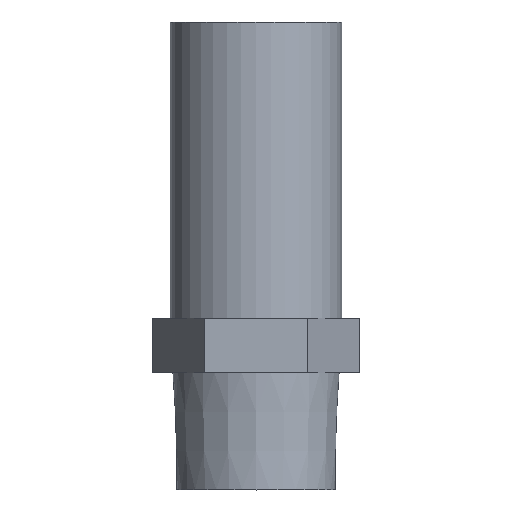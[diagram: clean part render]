
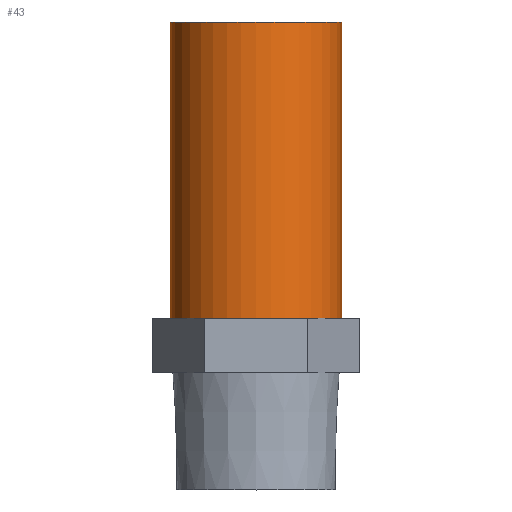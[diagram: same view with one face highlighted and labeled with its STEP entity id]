
A CAD part, top view. The second image highlights one B-rep face of the part: STEP entity #43.
In plain terms, the highlighted cylindrical face has radius 11 mm (diameter 22 mm), a full revolution.
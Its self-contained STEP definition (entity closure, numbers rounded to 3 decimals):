
#43 = ADVANCED_FACE( '', ( #92, #93 ), #94, .T. );
#92 = FACE_OUTER_BOUND( '', #153, .T. );
#93 = FACE_OUTER_BOUND( '', #154, .T. );
#94 = CYLINDRICAL_SURFACE( '', #155, 11. );
#153 = EDGE_LOOP( '', ( #218 ) );
#154 = EDGE_LOOP( '', ( #219 ) );
#155 = AXIS2_PLACEMENT_3D( '', #220, #221, #222 );
#218 = ORIENTED_EDGE( '', *, *, #323, .T. );
#219 = ORIENTED_EDGE( '', *, *, #324, .T. );
#220 = CARTESIAN_POINT( '', ( 0., 45., 0. ) );
#221 = DIRECTION( '', ( 0., 1., 0. ) );
#222 = DIRECTION( '', ( 0., 0., -1. ) );
#323 = EDGE_CURVE( '', #370, #370, #371, .T. );
#324 = EDGE_CURVE( '', #372, #372, #373, .T. );
#370 = VERTEX_POINT( '', #438 );
#371 = CIRCLE( '', #439, 11. );
#372 = VERTEX_POINT( '', #440 );
#373 = CIRCLE( '', #441, 11. );
#438 = CARTESIAN_POINT( '', ( 0., 7., 11. ) );
#439 = AXIS2_PLACEMENT_3D( '', #501, #502, #503 );
#440 = CARTESIAN_POINT( '', ( 0., 45., -11. ) );
#441 = AXIS2_PLACEMENT_3D( '', #504, #505, #506 );
#501 = CARTESIAN_POINT( '', ( 0., 7., 0. ) );
#502 = DIRECTION( '', ( 0., 1., 0. ) );
#503 = DIRECTION( '', ( 0., 0., 1. ) );
#504 = CARTESIAN_POINT( '', ( 0., 45., 0. ) );
#505 = DIRECTION( '', ( 0., -1., 0. ) );
#506 = DIRECTION( '', ( 0., 0., -1. ) );
